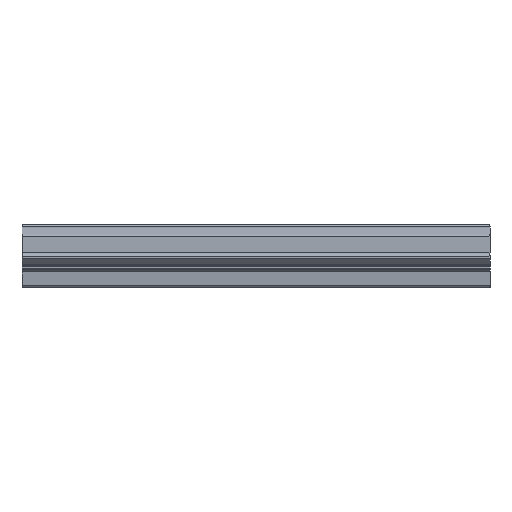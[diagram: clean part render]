
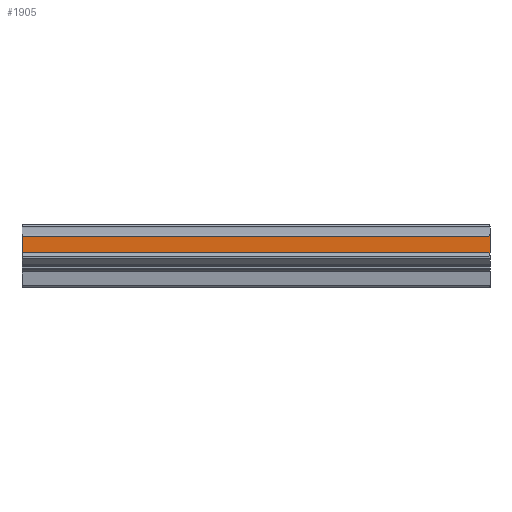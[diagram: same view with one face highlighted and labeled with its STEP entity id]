
A CAD part, left-side view. The second image highlights one B-rep face of the part: STEP entity #1905.
In plain terms, the highlighted planar face has unit normal (-1, 0, 0).
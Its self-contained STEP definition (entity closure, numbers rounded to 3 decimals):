
#989=CARTESIAN_POINT('',(-2.985,100.0,0.688));
#990=VERTEX_POINT('',#989);
#998=CARTESIAN_POINT('',(-2.985,100.0,4.2));
#999=VERTEX_POINT('',#998);
#1000=CARTESIAN_POINT('',(-2.985,100.,4.2));
#1001=DIRECTION('',(0.0,0.0,-1.0));
#1002=VECTOR('',#1001,3.511);
#1003=LINE('',#1000,#1002);
#1004=EDGE_CURVE('',#999,#990,#1003,.T.);
#1862=CARTESIAN_POINT('',(-2.985,0.,0.688));
#1863=VERTEX_POINT('',#1862);
#1871=CARTESIAN_POINT('',(-2.985,100.0,0.688));
#1872=DIRECTION('',(0.0,-1.0,0.0));
#1873=VECTOR('',#1872,100.);
#1874=LINE('',#1871,#1873);
#1875=EDGE_CURVE('',#990,#1863,#1874,.T.);
#1882=CARTESIAN_POINT('',(-2.985,50.,0.688));
#1883=DIRECTION('',(-1.0,0.0,0.0));
#1884=DIRECTION('',(0.0,0.0,1.0));
#1885=AXIS2_PLACEMENT_3D('',#1882,#1883,#1884);
#1886=PLANE('',#1885);
#1887=CARTESIAN_POINT('',(-2.985,0.,4.2));
#1888=VERTEX_POINT('',#1887);
#1889=CARTESIAN_POINT('',(-2.985,0.,0.688));
#1890=DIRECTION('',(0.0,0.0,1.0));
#1891=VECTOR('',#1890,3.511);
#1892=LINE('',#1889,#1891);
#1893=EDGE_CURVE('',#1863,#1888,#1892,.T.);
#1894=ORIENTED_EDGE('',*,*,#1893,.T.);
#1895=CARTESIAN_POINT('',(-2.985,100.0,4.2));
#1896=DIRECTION('',(0.0,-1.0,0.0));
#1897=VECTOR('',#1896,100.);
#1898=LINE('',#1895,#1897);
#1899=EDGE_CURVE('',#999,#1888,#1898,.T.);
#1900=ORIENTED_EDGE('',*,*,#1899,.F.);
#1901=ORIENTED_EDGE('',*,*,#1004,.T.);
#1902=ORIENTED_EDGE('',*,*,#1875,.T.);
#1903=EDGE_LOOP('',(#1894,#1900,#1901,#1902));
#1904=FACE_OUTER_BOUND('',#1903,.T.);
#1905=ADVANCED_FACE('',(#1904),#1886,.T.);
